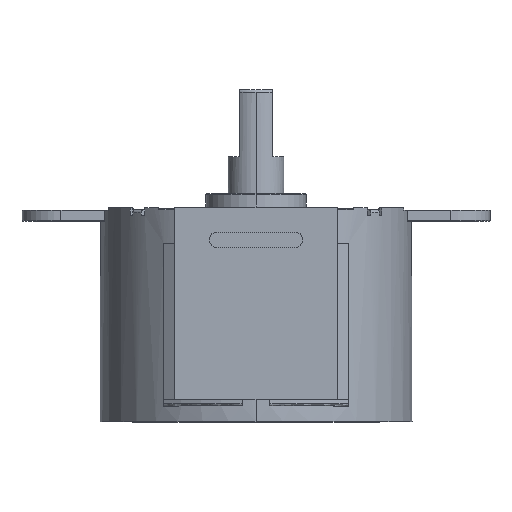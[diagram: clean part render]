
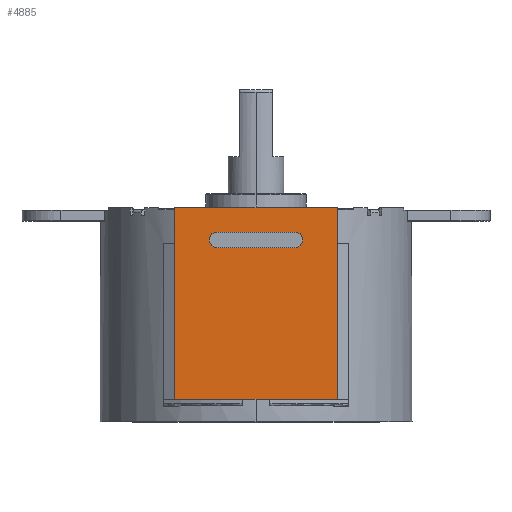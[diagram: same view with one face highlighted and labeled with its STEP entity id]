
A CAD part, top view. The second image highlights one B-rep face of the part: STEP entity #4885.
In plain terms, the highlighted planar face has unit normal (0, 0, 1).
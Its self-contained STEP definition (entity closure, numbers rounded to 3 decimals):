
#28 = CARTESIAN_POINT ( 'NONE',  ( 7.3, -17., 17. ) ) ;
#153 = CARTESIAN_POINT ( 'NONE',  ( -3.5, -2., 17. ) ) ;
#172 = DIRECTION ( 'NONE',  ( 0., 0., 1. ) ) ;
#183 = EDGE_CURVE ( 'NONE', #481, #5998, #1118, .T. ) ;
#288 = CARTESIAN_POINT ( 'NONE',  ( -7.3, 0.2, 17. ) ) ;
#299 = FACE_OUTER_BOUND ( 'NONE', #1771, .T. ) ;
#434 = ORIENTED_EDGE ( 'NONE', *, *, #5356, .F. ) ;
#440 = LINE ( 'NONE', #8018, #7204 ) ;
#481 = VERTEX_POINT ( 'NONE', #288 ) ;
#548 = ORIENTED_EDGE ( 'NONE', *, *, #3384, .F. ) ;
#648 = CARTESIAN_POINT ( 'NONE',  ( 3.5, -2.7, 17. ) ) ;
#729 = ORIENTED_EDGE ( 'NONE', *, *, #5354, .F. ) ;
#874 = AXIS2_PLACEMENT_3D ( 'NONE', #2871, #5392, #4792 ) ;
#880 = FACE_BOUND ( 'NONE', #5719, .T. ) ;
#1037 = EDGE_CURVE ( 'NONE', #7154, #5998, #5082, .T. ) ;
#1118 = LINE ( 'NONE', #6662, #4712 ) ;
#1370 = ORIENTED_EDGE ( 'NONE', *, *, #7869, .F. ) ;
#1394 = VECTOR ( 'NONE', #4338, 1000. ) ;
#1655 = CARTESIAN_POINT ( 'NONE',  ( 3.5, -3.4, 17. ) ) ;
#1726 = DIRECTION ( 'NONE',  ( 1., 0., 0. ) ) ;
#1771 = EDGE_LOOP ( 'NONE', ( #6221, #6932, #434, #4135 ) ) ;
#1912 = DIRECTION ( 'NONE',  ( -1., 0., 0. ) ) ;
#2089 = VERTEX_POINT ( 'NONE', #3308 ) ;
#2136 = VERTEX_POINT ( 'NONE', #5137 ) ;
#2179 = LINE ( 'NONE', #1655, #5549 ) ;
#2215 = CARTESIAN_POINT ( 'NONE',  ( -7.3, -17., 17. ) ) ;
#2285 = CIRCLE ( 'NONE', #4242, 0.7 ) ;
#2404 = DIRECTION ( 'NONE',  ( 1., 0., 0. ) ) ;
#2488 = VERTEX_POINT ( 'NONE', #3029 ) ;
#2792 = PLANE ( 'NONE',  #874 ) ;
#2801 = CARTESIAN_POINT ( 'NONE',  ( -7.3, -17., 17. ) ) ;
#2871 = CARTESIAN_POINT ( 'NONE',  ( -7.3, -17., 17. ) ) ;
#3029 = CARTESIAN_POINT ( 'NONE',  ( -3.5, -2., 17. ) ) ;
#3308 = CARTESIAN_POINT ( 'NONE',  ( 3.5, -3.4, 17. ) ) ;
#3361 = CARTESIAN_POINT ( 'NONE',  ( 3.5, -2.7, 17. ) ) ;
#3384 = EDGE_CURVE ( 'NONE', #2089, #6793, #6882, .T. ) ;
#3436 = VERTEX_POINT ( 'NONE', #2801 ) ;
#4135 = ORIENTED_EDGE ( 'NONE', *, *, #7079, .T. ) ;
#4242 = AXIS2_PLACEMENT_3D ( 'NONE', #7501, #6189, #6896 ) ;
#4274 = EDGE_CURVE ( 'NONE', #2488, #2136, #2285, .T. ) ;
#4338 = DIRECTION ( 'NONE',  ( 0., 1., 0. ) ) ;
#4712 = VECTOR ( 'NONE', #1726, 1000. ) ;
#4792 = DIRECTION ( 'NONE',  ( 1., 0., 0. ) ) ;
#4885 = ADVANCED_FACE ( 'NONE', ( #880, #299 ), #2792, .T. ) ;
#4898 = LINE ( 'NONE', #2215, #1394 ) ;
#4928 = DIRECTION ( 'NONE',  ( 1., 0., 0. ) ) ;
#5006 = LINE ( 'NONE', #153, #5007 ) ;
#5007 = VECTOR ( 'NONE', #5127, 1000. ) ;
#5082 = LINE ( 'NONE', #6998, #7586 ) ;
#5127 = DIRECTION ( 'NONE',  ( -1., 0., 0. ) ) ;
#5137 = CARTESIAN_POINT ( 'NONE',  ( -3.5, -3.4, 17. ) ) ;
#5233 = ORIENTED_EDGE ( 'NONE', *, *, #4274, .F. ) ;
#5354 = EDGE_CURVE ( 'NONE', #2136, #2089, #2179, .T. ) ;
#5356 = EDGE_CURVE ( 'NONE', #3436, #481, #4898, .T. ) ;
#5392 = DIRECTION ( 'NONE',  ( 0., 0., 1. ) ) ;
#5549 = VECTOR ( 'NONE', #2404, 1000. ) ;
#5719 = EDGE_LOOP ( 'NONE', ( #548, #729, #5233, #7967, #1370 ) ) ;
#5933 = CIRCLE ( 'NONE', #6052, 0.7 ) ;
#5948 = CARTESIAN_POINT ( 'NONE',  ( 7.3, 0.2, 17. ) ) ;
#5998 = VERTEX_POINT ( 'NONE', #5948 ) ;
#6052 = AXIS2_PLACEMENT_3D ( 'NONE', #3361, #172, #7631 ) ;
#6189 = DIRECTION ( 'NONE',  ( 0., 0., 1. ) ) ;
#6221 = ORIENTED_EDGE ( 'NONE', *, *, #1037, .T. ) ;
#6326 = CARTESIAN_POINT ( 'NONE',  ( 3.5, -2., 17. ) ) ;
#6353 = AXIS2_PLACEMENT_3D ( 'NONE', #648, #7500, #1912 ) ;
#6662 = CARTESIAN_POINT ( 'NONE',  ( -7.3, 0.2, 17. ) ) ;
#6737 = CARTESIAN_POINT ( 'NONE',  ( 4.2, -2.7, 17. ) ) ;
#6793 = VERTEX_POINT ( 'NONE', #6737 ) ;
#6882 = CIRCLE ( 'NONE', #6353, 0.7 ) ;
#6886 = VERTEX_POINT ( 'NONE', #6326 ) ;
#6896 = DIRECTION ( 'NONE',  ( 1., 0., 0. ) ) ;
#6932 = ORIENTED_EDGE ( 'NONE', *, *, #183, .F. ) ;
#6998 = CARTESIAN_POINT ( 'NONE',  ( 7.3, -17., 17. ) ) ;
#7040 = DIRECTION ( 'NONE',  ( 0., 1., 0. ) ) ;
#7079 = EDGE_CURVE ( 'NONE', #3436, #7154, #440, .T. ) ;
#7154 = VERTEX_POINT ( 'NONE', #28 ) ;
#7204 = VECTOR ( 'NONE', #4928, 1000. ) ;
#7207 = EDGE_CURVE ( 'NONE', #6886, #2488, #5006, .T. ) ;
#7500 = DIRECTION ( 'NONE',  ( 0., 0., 1. ) ) ;
#7501 = CARTESIAN_POINT ( 'NONE',  ( -3.5, -2.7, 17. ) ) ;
#7586 = VECTOR ( 'NONE', #7040, 1000. ) ;
#7631 = DIRECTION ( 'NONE',  ( -1., 0., 0. ) ) ;
#7869 = EDGE_CURVE ( 'NONE', #6793, #6886, #5933, .T. ) ;
#7967 = ORIENTED_EDGE ( 'NONE', *, *, #7207, .F. ) ;
#8018 = CARTESIAN_POINT ( 'NONE',  ( -7.3, -17., 17. ) ) ;
